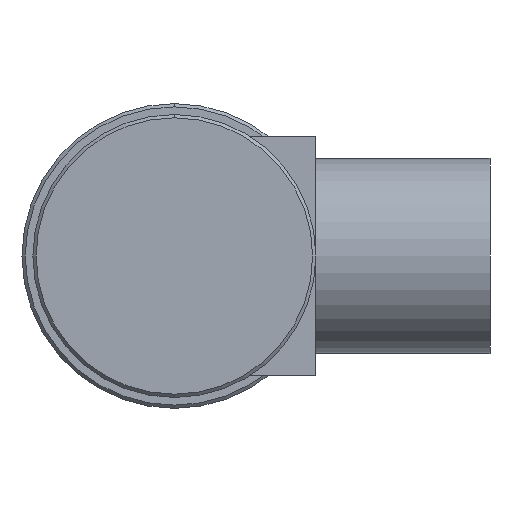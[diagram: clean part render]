
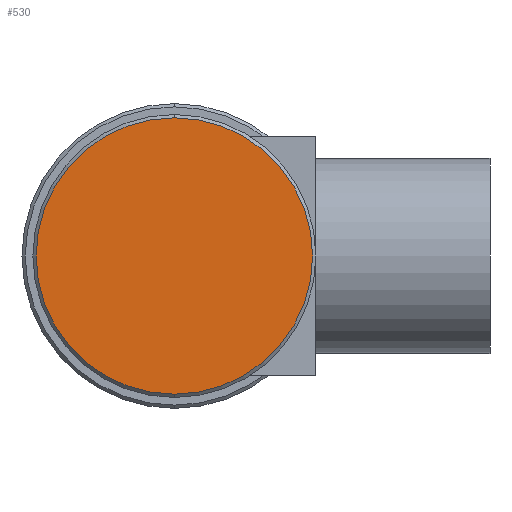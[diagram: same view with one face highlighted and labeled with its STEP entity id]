
A CAD part, left-side view. The second image highlights one B-rep face of the part: STEP entity #530.
In plain terms, the highlighted planar face has unit normal (-1, 0, 0).
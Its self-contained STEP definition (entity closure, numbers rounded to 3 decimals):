
#3 = DIRECTION ( 'NONE',  ( -1., 0., 0. ) ) ;
#4 = CARTESIAN_POINT ( 'NONE',  ( 0., 0., 0. ) ) ;
#6 = AXIS2_PLACEMENT_3D ( 'NONE', #156, #115, #626 ) ;
#82 = FACE_OUTER_BOUND ( 'NONE', #651, .T. ) ;
#95 = CARTESIAN_POINT ( 'NONE',  ( 0., 0., 0. ) ) ;
#100 = DIRECTION ( 'NONE',  ( -1., 0., 0. ) ) ;
#115 = DIRECTION ( 'NONE',  ( 1., 0., 0. ) ) ;
#155 = VERTEX_POINT ( 'NONE', #859 ) ;
#156 = CARTESIAN_POINT ( 'NONE',  ( 0., 0., 0. ) ) ;
#201 = DIRECTION ( 'NONE',  ( 0., 0., 1. ) ) ;
#213 = EDGE_CURVE ( 'NONE', #1100, #155, #231, .T. ) ;
#231 = CIRCLE ( 'NONE', #477, 12.7 ) ;
#237 = ORIENTED_EDGE ( 'NONE', *, *, #782, .T. ) ;
#466 = CARTESIAN_POINT ( 'NONE',  ( 0., 0., 12.7 ) ) ;
#477 = AXIS2_PLACEMENT_3D ( 'NONE', #4, #100, #201 ) ;
#518 = ORIENTED_EDGE ( 'NONE', *, *, #213, .T. ) ;
#530 = ADVANCED_FACE ( 'NONE', ( #82 ), #656, .F. ) ;
#606 = DIRECTION ( 'NONE',  ( 0., 0., 1. ) ) ;
#618 = AXIS2_PLACEMENT_3D ( 'NONE', #95, #3, #606 ) ;
#626 = DIRECTION ( 'NONE',  ( 0., 0., -1. ) ) ;
#651 = EDGE_LOOP ( 'NONE', ( #237, #518 ) ) ;
#656 = PLANE ( 'NONE',  #6 ) ;
#782 = EDGE_CURVE ( 'NONE', #155, #1100, #930, .T. ) ;
#859 = CARTESIAN_POINT ( 'NONE',  ( 0., 0., -12.7 ) ) ;
#930 = CIRCLE ( 'NONE', #618, 12.7 ) ;
#1100 = VERTEX_POINT ( 'NONE', #466 ) ;
